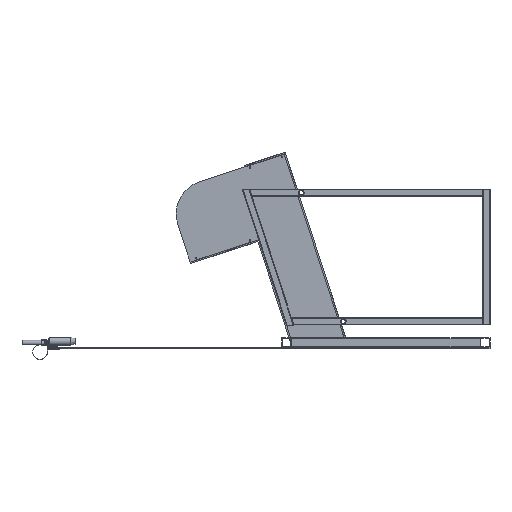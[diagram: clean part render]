
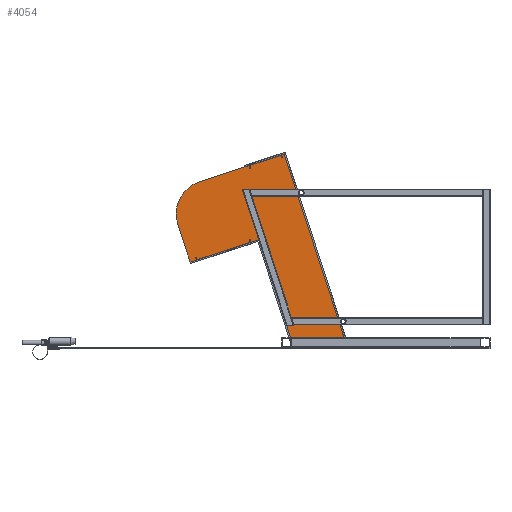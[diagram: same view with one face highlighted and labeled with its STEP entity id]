
A CAD part, left-side view. The second image highlights one B-rep face of the part: STEP entity #4054.
In plain terms, the highlighted planar face has unit normal (-1, 0, 0).
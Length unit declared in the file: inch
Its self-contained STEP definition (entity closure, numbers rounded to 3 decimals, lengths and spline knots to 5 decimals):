
#470=FACE_BOUND('',#1192,.T.);
#471=FACE_BOUND('',#1193,.T.);
#472=FACE_BOUND('',#1194,.T.);
#473=FACE_BOUND('',#1195,.T.);
#613=CIRCLE('',#4602,6.);
#614=CIRCLE('',#4603,0.25);
#615=CIRCLE('',#4604,0.1325);
#616=CIRCLE('',#4605,0.1325);
#617=CIRCLE('',#4606,0.1325);
#618=CIRCLE('',#4607,0.1325);
#817=FACE_OUTER_BOUND('',#1191,.T.);
#1191=EDGE_LOOP('',(#3447,#3448,#3449,#3450,#3451,#3452,#3453,#3454));
#1192=EDGE_LOOP('',(#3455));
#1193=EDGE_LOOP('',(#3456));
#1194=EDGE_LOOP('',(#3457));
#1195=EDGE_LOOP('',(#3458));
#1533=LINE('',#6947,#1853);
#1534=LINE('',#6949,#1854);
#1535=LINE('',#6951,#1855);
#1536=LINE('',#6953,#1856);
#1537=LINE('',#6957,#1857);
#1538=LINE('',#6959,#1858);
#1853=VECTOR('',#5520,19.82572);
#1854=VECTOR('',#5521,9.46316);
#1855=VECTOR('',#5522,36.);
#1856=VECTOR('',#5523,15.75);
#1857=VECTOR('',#5526,7.);
#1858=VECTOR('',#5527,12.5);
#2200=VERTEX_POINT('',#6945);
#2201=VERTEX_POINT('',#6946);
#2202=VERTEX_POINT('',#6948);
#2203=VERTEX_POINT('',#6950);
#2204=VERTEX_POINT('',#6952);
#2205=VERTEX_POINT('',#6954);
#2206=VERTEX_POINT('',#6956);
#2207=VERTEX_POINT('',#6958);
#2208=VERTEX_POINT('',#6961);
#2209=VERTEX_POINT('',#6963);
#2210=VERTEX_POINT('',#6965);
#2211=VERTEX_POINT('',#6967);
#2641=EDGE_CURVE('',#2200,#2201,#1533,.T.);
#2642=EDGE_CURVE('',#2202,#2201,#1534,.T.);
#2643=EDGE_CURVE('',#2203,#2202,#1535,.T.);
#2644=EDGE_CURVE('',#2203,#2204,#1536,.T.);
#2645=EDGE_CURVE('',#2205,#2204,#613,.T.);
#2646=EDGE_CURVE('',#2205,#2206,#1537,.T.);
#2647=EDGE_CURVE('',#2206,#2207,#1538,.T.);
#2648=EDGE_CURVE('',#2200,#2207,#614,.T.);
#2649=EDGE_CURVE('',#2208,#2208,#615,.T.);
#2650=EDGE_CURVE('',#2209,#2209,#616,.T.);
#2651=EDGE_CURVE('',#2210,#2210,#617,.T.);
#2652=EDGE_CURVE('',#2211,#2211,#618,.T.);
#3447=ORIENTED_EDGE('',*,*,#2641,.T.);
#3448=ORIENTED_EDGE('',*,*,#2642,.F.);
#3449=ORIENTED_EDGE('',*,*,#2643,.F.);
#3450=ORIENTED_EDGE('',*,*,#2644,.T.);
#3451=ORIENTED_EDGE('',*,*,#2645,.F.);
#3452=ORIENTED_EDGE('',*,*,#2646,.T.);
#3453=ORIENTED_EDGE('',*,*,#2647,.T.);
#3454=ORIENTED_EDGE('',*,*,#2648,.F.);
#3455=ORIENTED_EDGE('',*,*,#2649,.F.);
#3456=ORIENTED_EDGE('',*,*,#2650,.F.);
#3457=ORIENTED_EDGE('',*,*,#2651,.F.);
#3458=ORIENTED_EDGE('',*,*,#2652,.F.);
#3863=PLANE('',#4601);
#4054=ADVANCED_FACE('',(#817,#470,#471,#472,#473),#3863,.F.);
#4601=AXIS2_PLACEMENT_3D('',#6944,#5518,#5519);
#4602=AXIS2_PLACEMENT_3D('',#6955,#5524,#5525);
#4603=AXIS2_PLACEMENT_3D('',#6960,#5528,#5529);
#4604=AXIS2_PLACEMENT_3D('',#6962,#5530,#5531);
#4605=AXIS2_PLACEMENT_3D('',#6964,#5532,#5533);
#4606=AXIS2_PLACEMENT_3D('',#6966,#5534,#5535);
#4607=AXIS2_PLACEMENT_3D('',#6968,#5536,#5537);
#5518=DIRECTION('center_axis',(1.,0.,0.));
#5519=DIRECTION('ref_axis',(0.,-1.,0.));
#5520=DIRECTION('',(0.,-1.,0.));
#5521=DIRECTION('',(0.,0.309,-0.951));
#5522=DIRECTION('',(0.,-1.,0.));
#5523=DIRECTION('',(0.,0.,-1.));
#5524=DIRECTION('center_axis',(1.,0.,0.));
#5525=DIRECTION('ref_axis',(0.,0.,-1.));
#5526=DIRECTION('',(0.,-1.,0.));
#5527=DIRECTION('',(0.,0.,1.));
#5528=DIRECTION('center_axis',(-1.,0.,0.));
#5529=DIRECTION('ref_axis',(0.,0.,1.));
#5530=DIRECTION('center_axis',(-1.,0.,0.));
#5531=DIRECTION('ref_axis',(0.,1.,0.));
#5532=DIRECTION('center_axis',(-1.,0.,0.));
#5533=DIRECTION('ref_axis',(0.,1.,0.));
#5534=DIRECTION('center_axis',(-1.,0.,0.));
#5535=DIRECTION('ref_axis',(0.,1.,0.));
#5536=DIRECTION('center_axis',(-1.,0.,0.));
#5537=DIRECTION('ref_axis',(0.,1.,0.));
#6944=CARTESIAN_POINT('Origin',(0.,0.,0.));
#6945=CARTESIAN_POINT('',(0.,-6.75,1.875));
#6946=CARTESIAN_POINT('',(0.,-26.57572,1.875));
#6947=CARTESIAN_POINT('',(0.,-6.75,1.875));
#6948=CARTESIAN_POINT('',(0.,-29.5,10.875));
#6949=CARTESIAN_POINT('',(0.,-29.5,10.875));
#6950=CARTESIAN_POINT('',(0.,6.5,10.875));
#6951=CARTESIAN_POINT('',(0.,6.5,10.875));
#6952=CARTESIAN_POINT('',(0.,6.5,-4.875));
#6953=CARTESIAN_POINT('',(0.,6.5,10.875));
#6954=CARTESIAN_POINT('',(0.,0.5,-10.875));
#6955=CARTESIAN_POINT('Origin',(0.,0.5,-4.875));
#6956=CARTESIAN_POINT('',(0.,-6.5,-10.875));
#6957=CARTESIAN_POINT('',(0.,0.5,-10.875));
#6958=CARTESIAN_POINT('',(0.,-6.5,1.625));
#6959=CARTESIAN_POINT('',(0.,-6.5,-10.875));
#6960=CARTESIAN_POINT('Origin',(0.,-6.75,1.625));
#6961=CARTESIAN_POINT('',(0.,5.9925,10.375));
#6962=CARTESIAN_POINT('Origin',(0.,6.125,10.375));
#6963=CARTESIAN_POINT('',(0.,5.9925,4.375));
#6964=CARTESIAN_POINT('Origin',(0.,6.125,4.375));
#6965=CARTESIAN_POINT('',(0.,-6.2575,-9.625));
#6966=CARTESIAN_POINT('Origin',(0.,-6.125,-9.625));
#6967=CARTESIAN_POINT('',(0.,-6.2575,0.375));
#6968=CARTESIAN_POINT('Origin',(0.,-6.125,0.375));
